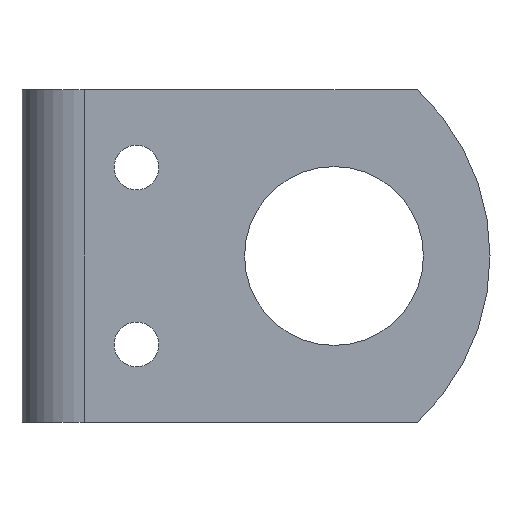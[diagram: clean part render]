
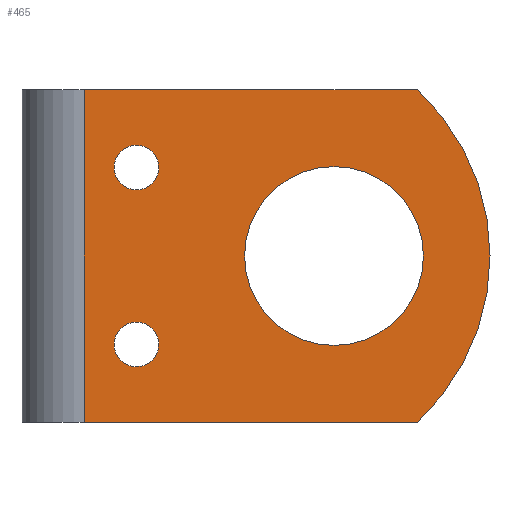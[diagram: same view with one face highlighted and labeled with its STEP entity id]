
A CAD part, front view. The second image highlights one B-rep face of the part: STEP entity #465.
In plain terms, the highlighted planar face has unit normal (0, -1, 0).
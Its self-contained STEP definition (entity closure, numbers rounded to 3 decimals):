
#5 = AXIS2_PLACEMENT_3D ( 'NONE', #636, #648, #592 ) ;
#16 = AXIS2_PLACEMENT_3D ( 'NONE', #350, #352, #345 ) ;
#55 = VECTOR ( 'NONE', #606, 1000. ) ;
#60 = CIRCLE ( 'NONE', #16, 8.6 ) ;
#61 = VECTOR ( 'NONE', #554, 1000. ) ;
#62 = CIRCLE ( 'NONE', #725, 2.15 ) ;
#64 = ORIENTED_EDGE ( 'NONE', *, *, #449, .F. ) ;
#68 = VERTEX_POINT ( 'NONE', #346 ) ;
#70 = ORIENTED_EDGE ( 'NONE', *, *, #368, .F. ) ;
#74 = LINE ( 'NONE', #507, #55 ) ;
#75 = LINE ( 'NONE', #564, #61 ) ;
#87 = CIRCLE ( 'NONE', #440, 2.15 ) ;
#88 = FACE_BOUND ( 'NONE', #265, .T. ) ;
#90 = CIRCLE ( 'NONE', #500, 2.15 ) ;
#92 = CARTESIAN_POINT ( 'NONE',  ( 30., 0., -8.6 ) ) ;
#98 = FACE_BOUND ( 'NONE', #264, .T. ) ;
#101 = FACE_OUTER_BOUND ( 'NONE', #296, .T. ) ;
#102 = FACE_BOUND ( 'NONE', #203, .T. ) ;
#106 = EDGE_CURVE ( 'NONE', #221, #697, #437, .T. ) ;
#114 = LINE ( 'NONE', #490, #121 ) ;
#121 = VECTOR ( 'NONE', #481, 1000. ) ;
#128 = CARTESIAN_POINT ( 'NONE',  ( 11., 0., 10.65 ) ) ;
#146 = CIRCLE ( 'NONE', #453, 2.15 ) ;
#168 = CIRCLE ( 'NONE', #475, 21.786 ) ;
#203 = EDGE_LOOP ( 'NONE', ( #64, #545 ) ) ;
#204 = ORIENTED_EDGE ( 'NONE', *, *, #531, .F. ) ;
#208 = ORIENTED_EDGE ( 'NONE', *, *, #756, .F. ) ;
#221 = VERTEX_POINT ( 'NONE', #665 ) ;
#238 = VERTEX_POINT ( 'NONE', #699 ) ;
#239 = CARTESIAN_POINT ( 'NONE',  ( 6., 0., 16. ) ) ;
#240 = ORIENTED_EDGE ( 'NONE', *, *, #643, .F. ) ;
#251 = DIRECTION ( 'NONE',  ( 0., 0., 1. ) ) ;
#254 = ORIENTED_EDGE ( 'NONE', *, *, #425, .F. ) ;
#256 = DIRECTION ( 'NONE',  ( 0., 1., 0. ) ) ;
#262 = CARTESIAN_POINT ( 'NONE',  ( 23.214, 0., 0. ) ) ;
#264 = EDGE_LOOP ( 'NONE', ( #208, #254 ) ) ;
#265 = EDGE_LOOP ( 'NONE', ( #70, #274 ) ) ;
#269 = VERTEX_POINT ( 'NONE', #617 ) ;
#274 = ORIENTED_EDGE ( 'NONE', *, *, #106, .F. ) ;
#296 = EDGE_LOOP ( 'NONE', ( #693, #240, #204, #673 ) ) ;
#303 = VERTEX_POINT ( 'NONE', #565 ) ;
#340 = AXIS2_PLACEMENT_3D ( 'NONE', #771, #769, #766 ) ;
#345 = DIRECTION ( 'NONE',  ( 0., 0., -1. ) ) ;
#346 = CARTESIAN_POINT ( 'NONE',  ( 11., 0., -10.65 ) ) ;
#350 = CARTESIAN_POINT ( 'NONE',  ( 30., 0., 0. ) ) ;
#352 = DIRECTION ( 'NONE',  ( 0., -1., 0. ) ) ;
#361 = VERTEX_POINT ( 'NONE', #389 ) ;
#368 = EDGE_CURVE ( 'NONE', #697, #221, #60, .T. ) ;
#389 = CARTESIAN_POINT ( 'NONE',  ( 38., 0., 16. ) ) ;
#393 = CARTESIAN_POINT ( 'NONE',  ( 6., 0., -16. ) ) ;
#394 = DIRECTION ( 'NONE',  ( 0., 0., -1. ) ) ;
#398 = DIRECTION ( 'NONE',  ( 0., -1., 0. ) ) ;
#399 = CARTESIAN_POINT ( 'NONE',  ( 11., 0., -8.5 ) ) ;
#425 = EDGE_CURVE ( 'NONE', #681, #269, #87, .T. ) ;
#437 = CIRCLE ( 'NONE', #340, 8.6 ) ;
#440 = AXIS2_PLACEMENT_3D ( 'NONE', #736, #730, #728 ) ;
#449 = EDGE_CURVE ( 'NONE', #68, #303, #90, .T. ) ;
#453 = AXIS2_PLACEMENT_3D ( 'NONE', #399, #398, #394 ) ;
#465 = ADVANCED_FACE ( 'NONE', ( #98, #102, #88, #101 ), #605, .F. ) ;
#475 = AXIS2_PLACEMENT_3D ( 'NONE', #262, #256, #251 ) ;
#481 = DIRECTION ( 'NONE',  ( 1., 0., 0. ) ) ;
#490 = CARTESIAN_POINT ( 'NONE',  ( 0., 0., 16. ) ) ;
#500 = AXIS2_PLACEMENT_3D ( 'NONE', #644, #641, #639 ) ;
#507 = CARTESIAN_POINT ( 'NONE',  ( 6., 0., 16. ) ) ;
#531 = EDGE_CURVE ( 'NONE', #666, #361, #114, .T. ) ;
#545 = ORIENTED_EDGE ( 'NONE', *, *, #579, .F. ) ;
#554 = DIRECTION ( 'NONE',  ( 1., 0., 0. ) ) ;
#564 = CARTESIAN_POINT ( 'NONE',  ( 0., 0., -16. ) ) ;
#565 = CARTESIAN_POINT ( 'NONE',  ( 11., 0., -6.35 ) ) ;
#579 = EDGE_CURVE ( 'NONE', #303, #68, #146, .T. ) ;
#592 = DIRECTION ( 'NONE',  ( 0., 0., 1. ) ) ;
#605 = PLANE ( 'NONE',  #5 ) ;
#606 = DIRECTION ( 'NONE',  ( 0., 0., -1. ) ) ;
#611 = VERTEX_POINT ( 'NONE', #393 ) ;
#617 = CARTESIAN_POINT ( 'NONE',  ( 11., 0., 6.35 ) ) ;
#636 = CARTESIAN_POINT ( 'NONE',  ( 0., 0., 16. ) ) ;
#639 = DIRECTION ( 'NONE',  ( 0., 0., -1. ) ) ;
#641 = DIRECTION ( 'NONE',  ( 0., -1., 0. ) ) ;
#643 = EDGE_CURVE ( 'NONE', #361, #238, #168, .T. ) ;
#644 = CARTESIAN_POINT ( 'NONE',  ( 11., 0., -8.5 ) ) ;
#648 = DIRECTION ( 'NONE',  ( 0., 1., 0. ) ) ;
#665 = CARTESIAN_POINT ( 'NONE',  ( 30., 0., 8.6 ) ) ;
#666 = VERTEX_POINT ( 'NONE', #239 ) ;
#673 = ORIENTED_EDGE ( 'NONE', *, *, #746, .T. ) ;
#681 = VERTEX_POINT ( 'NONE', #128 ) ;
#693 = ORIENTED_EDGE ( 'NONE', *, *, #744, .T. ) ;
#697 = VERTEX_POINT ( 'NONE', #92 ) ;
#699 = CARTESIAN_POINT ( 'NONE',  ( 38., 0., -16. ) ) ;
#725 = AXIS2_PLACEMENT_3D ( 'NONE', #767, #755, #753 ) ;
#728 = DIRECTION ( 'NONE',  ( 0., 0., -1. ) ) ;
#730 = DIRECTION ( 'NONE',  ( 0., -1., 0. ) ) ;
#736 = CARTESIAN_POINT ( 'NONE',  ( 11., 0., 8.5 ) ) ;
#744 = EDGE_CURVE ( 'NONE', #611, #238, #75, .T. ) ;
#746 = EDGE_CURVE ( 'NONE', #666, #611, #74, .T. ) ;
#753 = DIRECTION ( 'NONE',  ( 0., 0., -1. ) ) ;
#755 = DIRECTION ( 'NONE',  ( 0., -1., 0. ) ) ;
#756 = EDGE_CURVE ( 'NONE', #269, #681, #62, .T. ) ;
#766 = DIRECTION ( 'NONE',  ( 0., 0., -1. ) ) ;
#767 = CARTESIAN_POINT ( 'NONE',  ( 11., 0., 8.5 ) ) ;
#769 = DIRECTION ( 'NONE',  ( 0., -1., 0. ) ) ;
#771 = CARTESIAN_POINT ( 'NONE',  ( 30., 0., 0. ) ) ;
